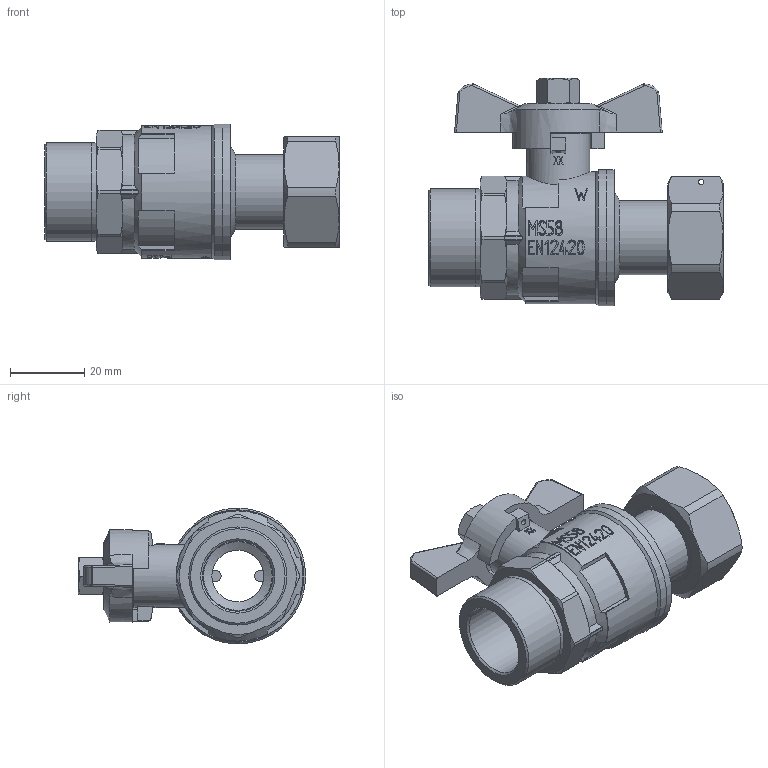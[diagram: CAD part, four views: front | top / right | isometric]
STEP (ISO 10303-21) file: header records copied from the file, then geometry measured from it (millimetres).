
FILE_DESCRIPTION(/* description */ ('Unknown'),/* implementation_level */ '2;1');
FILE_NAME(/* name */ '709-55',/* time_stamp */ '2022-07-22T10:21:46+02:00',/* author */ ('Unknown'),/* organization */ ('Unknown'),/* preprocessor_version */ 'ST-DEVELOPER v16.7',/* originating_system */ 'Solid Edge',/* authorisation */ 'Unknown');
FILE_SCHEMA (('AUTOMOTIVE_DESIGN {1 0 10303 214 3 1 1}'));
Length unit declared in the file: millimetre
Products named in the file (11): 709-55; Flügelgriff 1_4 - 3_4; 709-55_Körper zus._oa_0; 600-3_4-Spindel-co_oa_1; 600-3_4-Spindel; 600-3_4-Stopfbuchse; 709-55-Körper-co_oa_2; 626-3_4-Körper; 709-55_Einschraubteil; 郻M-3_4; 600-3_4-Mutter-Fl.G.
Assembly tree (10 placements, depth 4):
  709-55
    Flügelgriff 1_4 - 3_4
    709-55_Körper zus._oa_0
      600-3_4-Spindel-co_oa_1
        600-3_4-Spindel
        600-3_4-Stopfbuchse
      709-55-Körper-co_oa_2
        626-3_4-Körper
        709-55_Einschraubteil
      郻M-3_4
    600-3_4-Mutter-Fl.G.
Bounding box: 79.5 x 61.3 x 36.6 mm (x, y, z)
Volume: 34190.5 mm3; surface area: 25646.2 mm2
Topology: 7 solids, 7 shells, 632 faces, 1631 edges, 1071 vertices
Faces by surface type: plane 299, bspline 147, cylinder 122, cone 52, sphere 10, torus 2
Full cylindrical faces by diameter (mm): 1.5 x2, 6.6 x1, 6.75 x1, 8.9 x2, 9.1 x1, 9.3 x1, 10.5 x1, 12 x1, 12.376 x2, 14 x3, 16 x1, 17 x1, 18.5 x1, 19 x1, 20 x1, 22 x2, 22.2 x1, 24.117 x1, 26 x2, 26.441 x2, 30.376 x2, 32 x1, 35.6 x1, 36.6 x2
Entity records: 29963 total; most frequent: CARTESIAN_POINT 13370, ORIENTED_EDGE 3046, DIRECTION 1828, EDGE_CURVE 1523, VERTEX_POINT 1039, B_SPLINE_CURVE_WITH_KNOTS 971, EDGE_LOOP 784, FACE_BOUND 784
